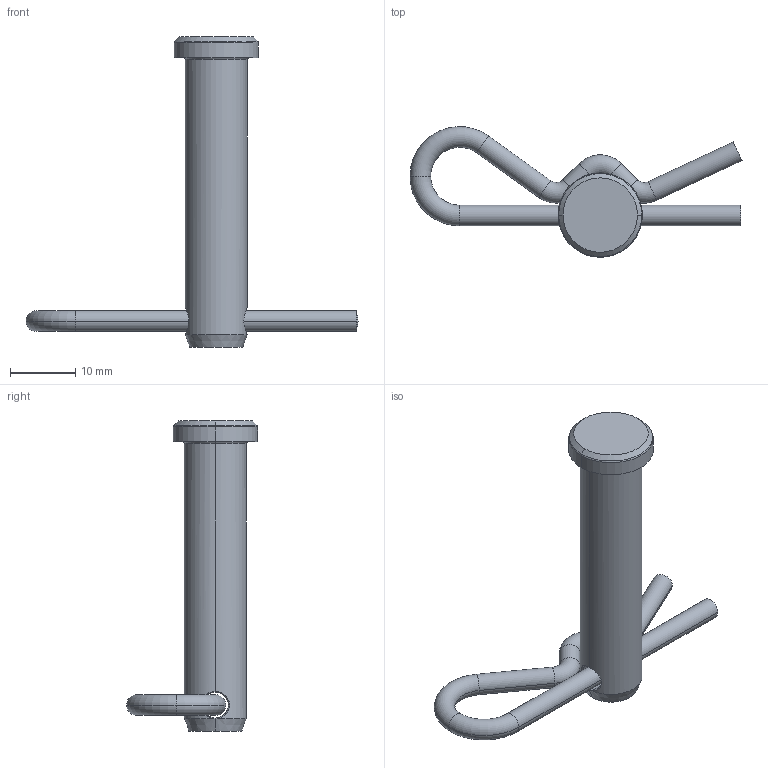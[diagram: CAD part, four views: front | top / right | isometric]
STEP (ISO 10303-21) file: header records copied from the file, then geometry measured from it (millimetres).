
FILE_DESCRIPTION (( 'STEP AP203' ), '1' );
FILE_NAME ('98306A923_1004-1045 Carbon Steel Clevis Pin.STEP', '2023-06-07T14:02:41', ( 'Administrator' ), ( 'Managed by Terraform' ), 'SwSTEP 2.0', 'SolidWorks 2017', '' );
FILE_SCHEMA (( 'CONFIG_CONTROL_DESIGN' ));
Length unit declared in the file: inch
Products named in the file (1): 98306A923_1004-1045 Carbon Steel Clevis Pin
Bounding box: 50.98 x 20.12 x 47.62 mm (x, y, z)
Volume: 4325.3 mm3; surface area: 2893.7 mm2
Topology: 2 solids, 2 shells, 43 faces, 92 edges, 52 vertices
Faces by surface type: cylinder 16, torus 14, plane 5, bspline 4, cone 4
Entity records: 4573 total; most frequent: CARTESIAN_POINT 3578, DIRECTION 204, ORIENTED_EDGE 184, AXIS2_PLACEMENT_3D 92, EDGE_CURVE 92, CIRCLE 52, VERTEX_POINT 52, EDGE_LOOP 44
